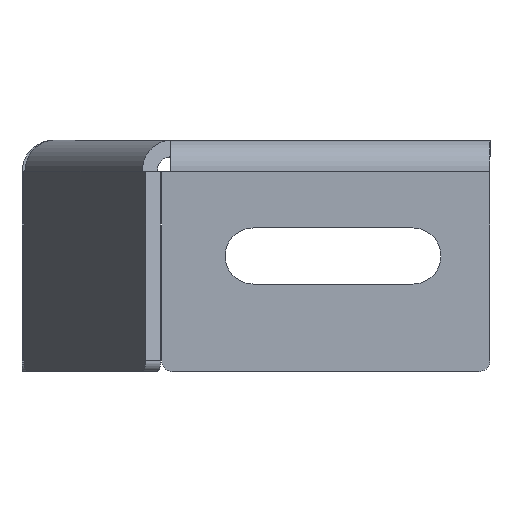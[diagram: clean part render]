
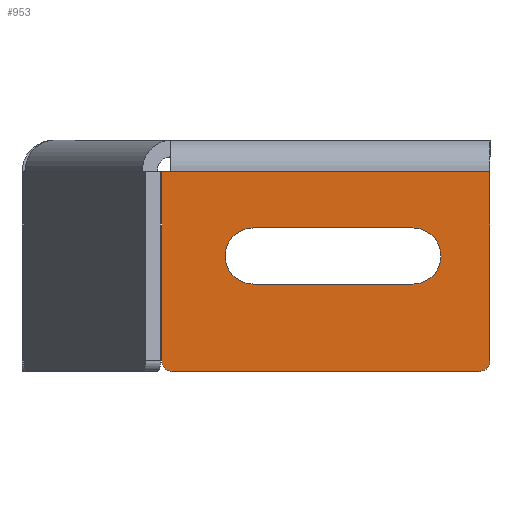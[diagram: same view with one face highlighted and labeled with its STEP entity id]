
A CAD part, front view. The second image highlights one B-rep face of the part: STEP entity #953.
In plain terms, the highlighted planar face has unit normal (0, -1, 0).
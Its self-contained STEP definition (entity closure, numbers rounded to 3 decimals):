
#25 = VERTEX_POINT ( 'NONE', #1612 ) ;
#31 = VERTEX_POINT ( 'NONE', #904 ) ;
#64 = CARTESIAN_POINT ( 'NONE',  ( 27.35, -5.7, -40. ) ) ;
#80 = CARTESIAN_POINT ( 'NONE',  ( 85., -5.7, -5.7 ) ) ;
#85 = EDGE_CURVE ( 'NONE', #99, #978, #1379, .T. ) ;
#90 = EDGE_CURVE ( 'NONE', #31, #810, #734, .T. ) ;
#94 = ORIENTED_EDGE ( 'NONE', *, *, #354, .T. ) ;
#99 = VERTEX_POINT ( 'NONE', #1603 ) ;
#100 = DIRECTION ( 'NONE',  ( 0., 1., 0. ) ) ;
#120 = EDGE_LOOP ( 'NONE', ( #222, #1474, #1339, #1684, #523, #1572, #878 ) ) ;
#128 = ORIENTED_EDGE ( 'NONE', *, *, #1555, .T. ) ;
#129 = LINE ( 'NONE', #814, #165 ) ;
#137 = EDGE_LOOP ( 'NONE', ( #94, #128, #1565, #1191 ) ) ;
#145 = VECTOR ( 'NONE', #1347, 1000. ) ;
#158 = DIRECTION ( 'NONE',  ( 0., 0., 1. ) ) ;
#163 = CARTESIAN_POINT ( 'NONE',  ( 42., -5.7, -15.9 ) ) ;
#165 = VECTOR ( 'NONE', #1181, 1000. ) ;
#170 = EDGE_CURVE ( 'NONE', #1384, #978, #518, .T. ) ;
#175 = VERTEX_POINT ( 'NONE', #971 ) ;
#203 = CARTESIAN_POINT ( 'NONE',  ( 83., -5.7, -42. ) ) ;
#208 = VERTEX_POINT ( 'NONE', #612 ) ;
#222 = ORIENTED_EDGE ( 'NONE', *, *, #268, .F. ) ;
#228 = DIRECTION ( 'NONE',  ( 0., -1., 0. ) ) ;
#268 = EDGE_CURVE ( 'NONE', #175, #208, #1683, .T. ) ;
#291 = CARTESIAN_POINT ( 'NONE',  ( 0., -5.7, 0. ) ) ;
#309 = DIRECTION ( 'NONE',  ( 0., 0., 1. ) ) ;
#312 = LINE ( 'NONE', #1382, #1305 ) ;
#341 = VECTOR ( 'NONE', #828, 1000. ) ;
#354 = EDGE_CURVE ( 'NONE', #1626, #1664, #531, .T. ) ;
#357 = DIRECTION ( 'NONE',  ( -1., 0., 0. ) ) ;
#394 = FACE_BOUND ( 'NONE', #137, .T. ) ;
#412 = DIRECTION ( 'NONE',  ( 0., 0., 1. ) ) ;
#440 = DIRECTION ( 'NONE',  ( 0., 0., 1. ) ) ;
#441 = CARTESIAN_POINT ( 'NONE',  ( 83., -5.7, -40. ) ) ;
#478 = DIRECTION ( 'NONE',  ( 1., 0., 0. ) ) ;
#488 = CARTESIAN_POINT ( 'NONE',  ( 42., -5.7, -26.1 ) ) ;
#506 = CARTESIAN_POINT ( 'NONE',  ( 27., -5.7, -5.7 ) ) ;
#512 = EDGE_CURVE ( 'NONE', #810, #1626, #615, .T. ) ;
#518 = LINE ( 'NONE', #1150, #145 ) ;
#522 = AXIS2_PLACEMENT_3D ( 'NONE', #64, #228, #1640 ) ;
#523 = ORIENTED_EDGE ( 'NONE', *, *, #85, .T. ) ;
#531 = LINE ( 'NONE', #488, #823 ) ;
#544 = CIRCLE ( 'NONE', #903, 2. ) ;
#560 = CARTESIAN_POINT ( 'NONE',  ( 25.35, -5.7, -42. ) ) ;
#612 = CARTESIAN_POINT ( 'NONE',  ( 25.35, -5.7, -5.7 ) ) ;
#615 = CIRCLE ( 'NONE', #1624, 5.1 ) ;
#629 = EDGE_CURVE ( 'NONE', #25, #1314, #129, .T. ) ;
#632 = CIRCLE ( 'NONE', #522, 2. ) ;
#643 = CARTESIAN_POINT ( 'NONE',  ( 71., -5.7, -21. ) ) ;
#706 = DIRECTION ( 'NONE',  ( 0., 0., 1. ) ) ;
#734 = LINE ( 'NONE', #163, #341 ) ;
#745 = FACE_OUTER_BOUND ( 'NONE', #120, .T. ) ;
#810 = VERTEX_POINT ( 'NONE', #1243 ) ;
#814 = CARTESIAN_POINT ( 'NONE',  ( 0., -5.7, -42. ) ) ;
#823 = VECTOR ( 'NONE', #357, 1000. ) ;
#826 = CARTESIAN_POINT ( 'NONE',  ( 42., -5.7, -21. ) ) ;
#828 = DIRECTION ( 'NONE',  ( 1., 0., 0. ) ) ;
#847 = DIRECTION ( 'NONE',  ( 0., 1., 0. ) ) ;
#878 = ORIENTED_EDGE ( 'NONE', *, *, #1479, .F. ) ;
#903 = AXIS2_PLACEMENT_3D ( 'NONE', #441, #1081, #309 ) ;
#904 = CARTESIAN_POINT ( 'NONE',  ( 42., -5.7, -15.9 ) ) ;
#922 = CIRCLE ( 'NONE', #1241, 5.1 ) ;
#953 = ADVANCED_FACE ( 'NONE', ( #394, #745 ), #1188, .F. ) ;
#971 = CARTESIAN_POINT ( 'NONE',  ( 25.35, -5.7, -40. ) ) ;
#978 = VERTEX_POINT ( 'NONE', #80 ) ;
#1036 = VECTOR ( 'NONE', #706, 1000. ) ;
#1081 = DIRECTION ( 'NONE',  ( 0., -1., 0. ) ) ;
#1100 = DIRECTION ( 'NONE',  ( 0., 0., 1. ) ) ;
#1127 = EDGE_CURVE ( 'NONE', #1314, #99, #544, .T. ) ;
#1129 = DIRECTION ( 'NONE',  ( 0., 1., 0. ) ) ;
#1150 = CARTESIAN_POINT ( 'NONE',  ( 85., -5.7, -5.7 ) ) ;
#1157 = CARTESIAN_POINT ( 'NONE',  ( 42., -5.7, -26.1 ) ) ;
#1181 = DIRECTION ( 'NONE',  ( 1., 0., 0. ) ) ;
#1188 = PLANE ( 'NONE',  #1358 ) ;
#1191 = ORIENTED_EDGE ( 'NONE', *, *, #512, .T. ) ;
#1241 = AXIS2_PLACEMENT_3D ( 'NONE', #826, #847, #440 ) ;
#1243 = CARTESIAN_POINT ( 'NONE',  ( 71., -5.7, -15.9 ) ) ;
#1305 = VECTOR ( 'NONE', #478, 1000. ) ;
#1314 = VERTEX_POINT ( 'NONE', #203 ) ;
#1324 = VECTOR ( 'NONE', #1100, 1000. ) ;
#1334 = CARTESIAN_POINT ( 'NONE',  ( 71., -5.7, -26.1 ) ) ;
#1339 = ORIENTED_EDGE ( 'NONE', *, *, #629, .T. ) ;
#1347 = DIRECTION ( 'NONE',  ( 1., 0., 0. ) ) ;
#1358 = AXIS2_PLACEMENT_3D ( 'NONE', #291, #100, #412 ) ;
#1364 = CARTESIAN_POINT ( 'NONE',  ( 85., -5.7, 0. ) ) ;
#1379 = LINE ( 'NONE', #1364, #1036 ) ;
#1382 = CARTESIAN_POINT ( 'NONE',  ( 25.35, -5.7, -5.7 ) ) ;
#1384 = VERTEX_POINT ( 'NONE', #506 ) ;
#1474 = ORIENTED_EDGE ( 'NONE', *, *, #1521, .T. ) ;
#1479 = EDGE_CURVE ( 'NONE', #208, #1384, #312, .T. ) ;
#1521 = EDGE_CURVE ( 'NONE', #175, #25, #632, .T. ) ;
#1555 = EDGE_CURVE ( 'NONE', #1664, #31, #922, .T. ) ;
#1565 = ORIENTED_EDGE ( 'NONE', *, *, #90, .T. ) ;
#1572 = ORIENTED_EDGE ( 'NONE', *, *, #170, .F. ) ;
#1603 = CARTESIAN_POINT ( 'NONE',  ( 85., -5.7, -40. ) ) ;
#1612 = CARTESIAN_POINT ( 'NONE',  ( 27.35, -5.7, -42. ) ) ;
#1624 = AXIS2_PLACEMENT_3D ( 'NONE', #643, #1129, #158 ) ;
#1626 = VERTEX_POINT ( 'NONE', #1334 ) ;
#1640 = DIRECTION ( 'NONE',  ( 0., 0., 1. ) ) ;
#1664 = VERTEX_POINT ( 'NONE', #1157 ) ;
#1683 = LINE ( 'NONE', #560, #1324 ) ;
#1684 = ORIENTED_EDGE ( 'NONE', *, *, #1127, .T. ) ;
